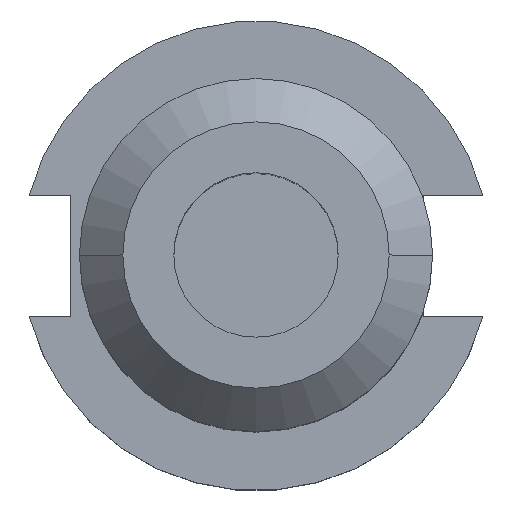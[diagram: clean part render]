
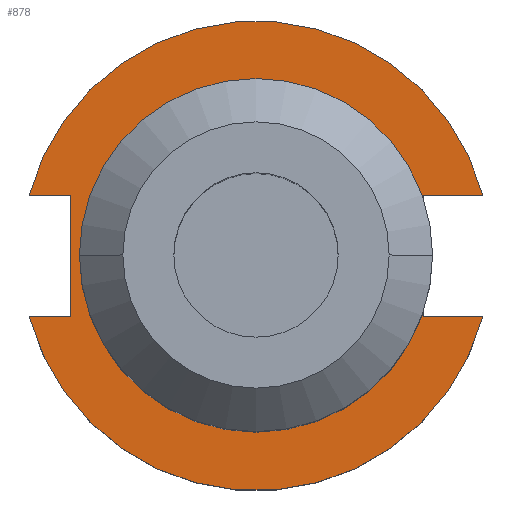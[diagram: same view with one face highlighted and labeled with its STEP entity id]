
A CAD part, top view. The second image highlights one B-rep face of the part: STEP entity #878.
In plain terms, the highlighted planar face has unit normal (0, 0, 1).
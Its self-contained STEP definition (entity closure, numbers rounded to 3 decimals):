
#10 = VERTEX_POINT ( 'NONE', #979 ) ;
#13 = VERTEX_POINT ( 'NONE', #1193 ) ;
#21 = AXIS2_PLACEMENT_3D ( 'NONE', #67, #75, #81 ) ;
#67 = CARTESIAN_POINT ( 'NONE',  ( 0., 0., 19.05 ) ) ;
#75 = DIRECTION ( 'NONE',  ( 0., 0., -1. ) ) ;
#81 = DIRECTION ( 'NONE',  ( -1., 0., 0. ) ) ;
#84 = DIRECTION ( 'NONE',  ( 1., 0., 0. ) ) ;
#111 = LINE ( 'NONE', #1586, #821 ) ;
#139 = EDGE_LOOP ( 'NONE', ( #845, #624, #1342, #376, #725, #499, #1702, #333, #169, #1524, #1475 ) ) ;
#164 = EDGE_CURVE ( 'NONE', #922, #10, #373, .T. ) ;
#169 = ORIENTED_EDGE ( 'NONE', *, *, #589, .F. ) ;
#180 = CARTESIAN_POINT ( 'NONE',  ( 0., 0., 19.05 ) ) ;
#197 = EDGE_CURVE ( 'NONE', #1326, #288, #330, .T. ) ;
#257 = VERTEX_POINT ( 'NONE', #348 ) ;
#258 = CARTESIAN_POINT ( 'NONE',  ( 22.606, 8.191, 19.05 ) ) ;
#277 = VECTOR ( 'NONE', #1709, 1000. ) ;
#288 = VERTEX_POINT ( 'NONE', #1560 ) ;
#292 = DIRECTION ( 'NONE',  ( 0., 0., 1. ) ) ;
#304 = VERTEX_POINT ( 'NONE', #258 ) ;
#330 = LINE ( 'NONE', #757, #1276 ) ;
#333 = ORIENTED_EDGE ( 'NONE', *, *, #726, .T. ) ;
#348 = CARTESIAN_POINT ( 'NONE',  ( -23.025, 0., 19.05 ) ) ;
#371 = LINE ( 'NONE', #762, #405 ) ;
#373 = CIRCLE ( 'NONE', #972, 31.75 ) ;
#376 = ORIENTED_EDGE ( 'NONE', *, *, #1311, .T. ) ;
#391 = LINE ( 'NONE', #514, #1420 ) ;
#405 = VECTOR ( 'NONE', #618, 1000. ) ;
#449 = CIRCLE ( 'NONE', #21, 23.025 ) ;
#477 = DIRECTION ( 'NONE',  ( 0., 0., 1. ) ) ;
#479 = VERTEX_POINT ( 'NONE', #1147 ) ;
#486 = CARTESIAN_POINT ( 'NONE',  ( 0., 22.225, 19.05 ) ) ;
#499 = ORIENTED_EDGE ( 'NONE', *, *, #1313, .T. ) ;
#514 = CARTESIAN_POINT ( 'NONE',  ( -61.091, -8.191, 19.05 ) ) ;
#535 = EDGE_CURVE ( 'NONE', #479, #304, #111, .T. ) ;
#588 = DIRECTION ( 'NONE',  ( 0., -1., 0. ) ) ;
#589 = EDGE_CURVE ( 'NONE', #922, #1615, #391, .T. ) ;
#618 = DIRECTION ( 'NONE',  ( 1., 0., 0. ) ) ;
#624 = ORIENTED_EDGE ( 'NONE', *, *, #771, .T. ) ;
#680 = CIRCLE ( 'NONE', #1670, 31.75 ) ;
#692 = DIRECTION ( 'NONE',  ( -1., 0., 0. ) ) ;
#725 = ORIENTED_EDGE ( 'NONE', *, *, #535, .F. ) ;
#726 = EDGE_CURVE ( 'NONE', #765, #1615, #883, .T. ) ;
#757 = CARTESIAN_POINT ( 'NONE',  ( 22.606, 22.225, 19.05 ) ) ;
#762 = CARTESIAN_POINT ( 'NONE',  ( 0., -8.191, 19.05 ) ) ;
#765 = VERTEX_POINT ( 'NONE', #994 ) ;
#771 = EDGE_CURVE ( 'NONE', #288, #257, #449, .T. ) ;
#821 = VECTOR ( 'NONE', #692, 1000. ) ;
#845 = ORIENTED_EDGE ( 'NONE', *, *, #197, .T. ) ;
#846 = PLANE ( 'NONE',  #917 ) ;
#853 = DIRECTION ( 'NONE',  ( 0., 0., -1. ) ) ;
#863 = EDGE_CURVE ( 'NONE', #1326, #10, #371, .T. ) ;
#878 = ADVANCED_FACE ( 'NONE', ( #1017 ), #846, .F. ) ;
#883 = LINE ( 'NONE', #1244, #1263 ) ;
#885 = DIRECTION ( 'NONE',  ( -1., 0., 0. ) ) ;
#888 = VERTEX_POINT ( 'NONE', #978 ) ;
#917 = AXIS2_PLACEMENT_3D ( 'NONE', #486, #853, #885 ) ;
#922 = VERTEX_POINT ( 'NONE', #1369 ) ;
#945 = CARTESIAN_POINT ( 'NONE',  ( -25.091, -8.191, 19.05 ) ) ;
#963 = CIRCLE ( 'NONE', #1032, 23.025 ) ;
#972 = AXIS2_PLACEMENT_3D ( 'NONE', #1593, #477, #1584 ) ;
#978 = CARTESIAN_POINT ( 'NONE',  ( 22.606, 4.373, 19.05 ) ) ;
#979 = CARTESIAN_POINT ( 'NONE',  ( 30.675, -8.191, 19.05 ) ) ;
#994 = CARTESIAN_POINT ( 'NONE',  ( -25.091, 8.191, 19.05 ) ) ;
#1017 = FACE_OUTER_BOUND ( 'NONE', #139, .T. ) ;
#1032 = AXIS2_PLACEMENT_3D ( 'NONE', #1488, #1512, #1518 ) ;
#1055 = EDGE_CURVE ( 'NONE', #13, #765, #1688, .T. ) ;
#1114 = EDGE_CURVE ( 'NONE', #257, #888, #963, .T. ) ;
#1147 = CARTESIAN_POINT ( 'NONE',  ( 30.675, 8.191, 19.05 ) ) ;
#1165 = DIRECTION ( 'NONE',  ( 1., 0., 0. ) ) ;
#1168 = CARTESIAN_POINT ( 'NONE',  ( -61.091, 8.191, 19.05 ) ) ;
#1193 = CARTESIAN_POINT ( 'NONE',  ( -30.675, 8.191, 19.05 ) ) ;
#1244 = CARTESIAN_POINT ( 'NONE',  ( -25.091, 8.191, 19.05 ) ) ;
#1263 = VECTOR ( 'NONE', #588, 1000. ) ;
#1266 = DIRECTION ( 'NONE',  ( 0., 1., 0. ) ) ;
#1276 = VECTOR ( 'NONE', #1266, 1000. ) ;
#1311 = EDGE_CURVE ( 'NONE', #888, #304, #1325, .T. ) ;
#1313 = EDGE_CURVE ( 'NONE', #479, #13, #680, .T. ) ;
#1314 = DIRECTION ( 'NONE',  ( 1., 0., 0. ) ) ;
#1325 = LINE ( 'NONE', #1653, #277 ) ;
#1326 = VERTEX_POINT ( 'NONE', #1611 ) ;
#1342 = ORIENTED_EDGE ( 'NONE', *, *, #1114, .T. ) ;
#1346 = VECTOR ( 'NONE', #1165, 1000. ) ;
#1369 = CARTESIAN_POINT ( 'NONE',  ( -30.675, -8.191, 19.05 ) ) ;
#1420 = VECTOR ( 'NONE', #1314, 1000. ) ;
#1475 = ORIENTED_EDGE ( 'NONE', *, *, #863, .F. ) ;
#1488 = CARTESIAN_POINT ( 'NONE',  ( 0., 0., 19.05 ) ) ;
#1512 = DIRECTION ( 'NONE',  ( 0., 0., -1. ) ) ;
#1518 = DIRECTION ( 'NONE',  ( -1., 0., 0. ) ) ;
#1524 = ORIENTED_EDGE ( 'NONE', *, *, #164, .T. ) ;
#1560 = CARTESIAN_POINT ( 'NONE',  ( 22.606, -4.373, 19.05 ) ) ;
#1584 = DIRECTION ( 'NONE',  ( 1., 0., 0. ) ) ;
#1586 = CARTESIAN_POINT ( 'NONE',  ( 0., 8.191, 19.05 ) ) ;
#1593 = CARTESIAN_POINT ( 'NONE',  ( 0., 0., 19.05 ) ) ;
#1611 = CARTESIAN_POINT ( 'NONE',  ( 22.606, -8.191, 19.05 ) ) ;
#1615 = VERTEX_POINT ( 'NONE', #945 ) ;
#1653 = CARTESIAN_POINT ( 'NONE',  ( 22.606, 22.225, 19.05 ) ) ;
#1670 = AXIS2_PLACEMENT_3D ( 'NONE', #180, #292, #84 ) ;
#1688 = LINE ( 'NONE', #1168, #1346 ) ;
#1702 = ORIENTED_EDGE ( 'NONE', *, *, #1055, .T. ) ;
#1709 = DIRECTION ( 'NONE',  ( 0., 1., 0. ) ) ;
